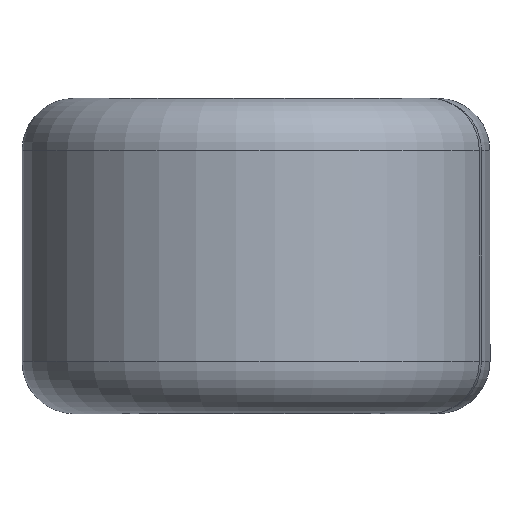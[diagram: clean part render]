
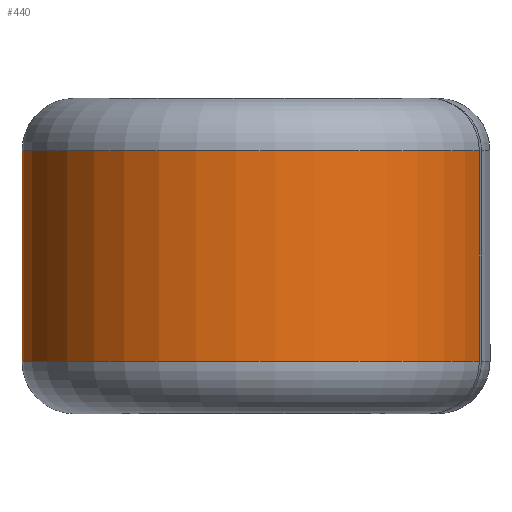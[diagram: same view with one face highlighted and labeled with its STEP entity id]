
A CAD part, front view. The second image highlights one B-rep face of the part: STEP entity #440.
In plain terms, the highlighted cylindrical face has radius 4.45 mm (diameter 8.9 mm), a partial arc.
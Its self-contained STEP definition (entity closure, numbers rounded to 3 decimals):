
#23=LINE('',#884,#41);
#36=LINE('',#955,#54);
#41=VECTOR('',#627,10.);
#54=VECTOR('',#678,10.);
#66=CYLINDRICAL_SURFACE('',#526,4.45);
#110=FACE_OUTER_BOUND('',#142,.T.);
#142=EDGE_LOOP('',(#397,#398,#399,#400));
#174=CIRCLE('',#499,4.45);
#177=CIRCLE('',#509,4.45);
#192=VERTEX_POINT('',#714);
#199=VERTEX_POINT('',#805);
#208=VERTEX_POINT('',#829);
#212=VERTEX_POINT('',#837);
#251=EDGE_CURVE('',#208,#212,#174,.T.);
#254=EDGE_CURVE('',#199,#208,#23,.T.);
#264=EDGE_CURVE('',#192,#199,#177,.T.);
#276=EDGE_CURVE('',#212,#192,#36,.T.);
#397=ORIENTED_EDGE('',*,*,#264,.F.);
#398=ORIENTED_EDGE('',*,*,#276,.F.);
#399=ORIENTED_EDGE('',*,*,#251,.F.);
#400=ORIENTED_EDGE('',*,*,#254,.F.);
#440=ADVANCED_FACE('',(#110),#66,.T.);
#499=AXIS2_PLACEMENT_3D('',#879,#619,#620);
#509=AXIS2_PLACEMENT_3D('',#899,#649,#650);
#526=AXIS2_PLACEMENT_3D('',#961,#689,#690);
#619=DIRECTION('center_axis',(0.,0.,-1.));
#620=DIRECTION('ref_axis',(-0.709,-0.705,0.));
#627=DIRECTION('',(0.,0.,-1.));
#649=DIRECTION('center_axis',(0.,0.,1.));
#650=DIRECTION('ref_axis',(-0.709,-0.705,0.));
#678=DIRECTION('',(0.,0.,1.));
#689=DIRECTION('center_axis',(0.,0.,1.));
#690=DIRECTION('ref_axis',(-0.805,-0.593,0.));
#714=CARTESIAN_POINT('',(-54.999,37.9,5.));
#805=CARTESIAN_POINT('',(-50.757,32.144,5.));
#829=CARTESIAN_POINT('',(-50.757,32.144,1.));
#837=CARTESIAN_POINT('',(-54.999,37.9,1.));
#879=CARTESIAN_POINT('Origin',(-55.011,33.45,1.));
#884=CARTESIAN_POINT('',(-50.757,32.144,0.));
#899=CARTESIAN_POINT('Origin',(-55.011,33.45,5.));
#955=CARTESIAN_POINT('',(-54.999,37.9,0.));
#961=CARTESIAN_POINT('Origin',(-55.011,33.45,0.));
